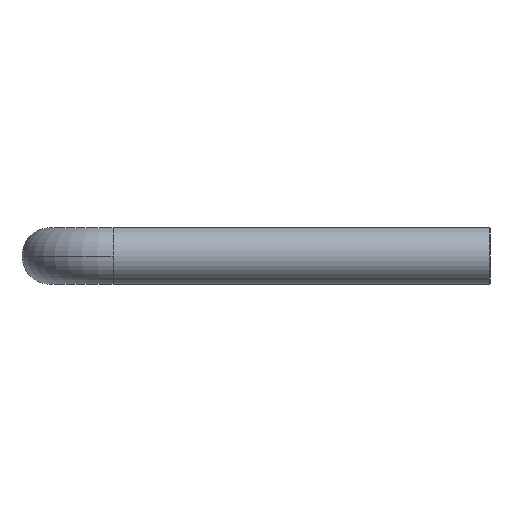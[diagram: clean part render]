
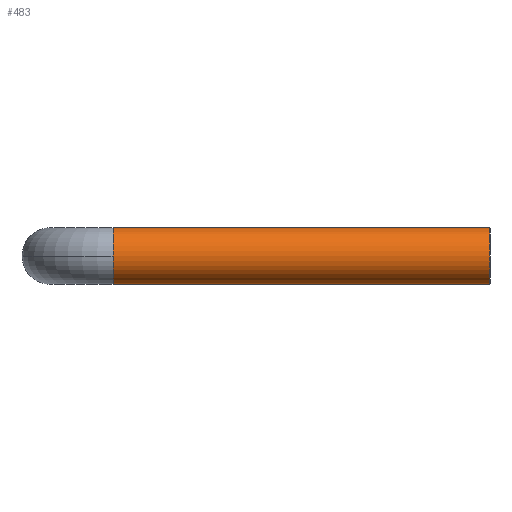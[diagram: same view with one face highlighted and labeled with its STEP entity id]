
A CAD part, left-side view. The second image highlights one B-rep face of the part: STEP entity #483.
In plain terms, the highlighted cylindrical face has radius 0.45 mm (diameter 0.9 mm), a partial arc.
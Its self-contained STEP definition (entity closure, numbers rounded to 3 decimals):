
#22 = DIRECTION ( 'NONE',  ( 0., -1., 0. ) ) ;
#39 = CARTESIAN_POINT ( 'NONE',  ( 0., 6., 0.45 ) ) ;
#70 = CARTESIAN_POINT ( 'NONE',  ( 0., 0., 0.45 ) ) ;
#79 = CARTESIAN_POINT ( 'NONE',  ( 0., 0., 0.45 ) ) ;
#84 = EDGE_CURVE ( 'NONE', #152, #440, #290, .T. ) ;
#86 = ORIENTED_EDGE ( 'NONE', *, *, #165, .T. ) ;
#105 = DIRECTION ( 'NONE',  ( 0., 1., 0. ) ) ;
#109 = EDGE_CURVE ( 'NONE', #219, #440, #468, .T. ) ;
#133 = ORIENTED_EDGE ( 'NONE', *, *, #109, .F. ) ;
#139 = ORIENTED_EDGE ( 'NONE', *, *, #345, .F. ) ;
#152 = VERTEX_POINT ( 'NONE', #401 ) ;
#153 = CARTESIAN_POINT ( 'NONE',  ( 0., 0., -0.45 ) ) ;
#154 = AXIS2_PLACEMENT_3D ( 'NONE', #379, #384, #214 ) ;
#165 = EDGE_CURVE ( 'NONE', #447, #332, #442, .T. ) ;
#176 = CIRCLE ( 'NONE', #356, 0.45 ) ;
#186 = DIRECTION ( 'NONE',  ( 0., 0., -1. ) ) ;
#198 = VECTOR ( 'NONE', #300, 1000. ) ;
#202 = ORIENTED_EDGE ( 'NONE', *, *, #84, .T. ) ;
#214 = DIRECTION ( 'NONE',  ( 0., 0., 1. ) ) ;
#216 = EDGE_CURVE ( 'NONE', #332, #152, #307, .T. ) ;
#217 = CARTESIAN_POINT ( 'NONE',  ( 0., 6., 0. ) ) ;
#218 = FACE_OUTER_BOUND ( 'NONE', #494, .T. ) ;
#219 = VERTEX_POINT ( 'NONE', #153 ) ;
#284 = CARTESIAN_POINT ( 'NONE',  ( 0., 6., -0.45 ) ) ;
#290 = CIRCLE ( 'NONE', #426, 0.45 ) ;
#300 = DIRECTION ( 'NONE',  ( 0., 1., 0. ) ) ;
#307 = CIRCLE ( 'NONE', #334, 0.45 ) ;
#329 = DIRECTION ( 'NONE',  ( 0., 0., -1. ) ) ;
#332 = VERTEX_POINT ( 'NONE', #39 ) ;
#334 = AXIS2_PLACEMENT_3D ( 'NONE', #517, #523, #186 ) ;
#345 = EDGE_CURVE ( 'NONE', #447, #219, #176, .T. ) ;
#356 = AXIS2_PLACEMENT_3D ( 'NONE', #497, #368, #329 ) ;
#368 = DIRECTION ( 'NONE',  ( 0., -1., 0. ) ) ;
#379 = CARTESIAN_POINT ( 'NONE',  ( 0., 0., 0. ) ) ;
#382 = ORIENTED_EDGE ( 'NONE', *, *, #216, .T. ) ;
#384 = DIRECTION ( 'NONE',  ( 0., 1., 0. ) ) ;
#401 = CARTESIAN_POINT ( 'NONE',  ( -0.45, 6., 0. ) ) ;
#426 = AXIS2_PLACEMENT_3D ( 'NONE', #217, #22, #511 ) ;
#440 = VERTEX_POINT ( 'NONE', #284 ) ;
#442 = LINE ( 'NONE', #70, #486 ) ;
#447 = VERTEX_POINT ( 'NONE', #79 ) ;
#454 = CYLINDRICAL_SURFACE ( 'NONE', #154, 0.45 ) ;
#468 = LINE ( 'NONE', #505, #198 ) ;
#483 = ADVANCED_FACE ( 'NONE', ( #218 ), #454, .T. ) ;
#486 = VECTOR ( 'NONE', #105, 1000. ) ;
#494 = EDGE_LOOP ( 'NONE', ( #133, #139, #86, #382, #202 ) ) ;
#497 = CARTESIAN_POINT ( 'NONE',  ( 0., 0., 0. ) ) ;
#505 = CARTESIAN_POINT ( 'NONE',  ( 0., 0., -0.45 ) ) ;
#511 = DIRECTION ( 'NONE',  ( 0., 0., -1. ) ) ;
#517 = CARTESIAN_POINT ( 'NONE',  ( 0., 6., 0. ) ) ;
#523 = DIRECTION ( 'NONE',  ( 0., -1., 0. ) ) ;
